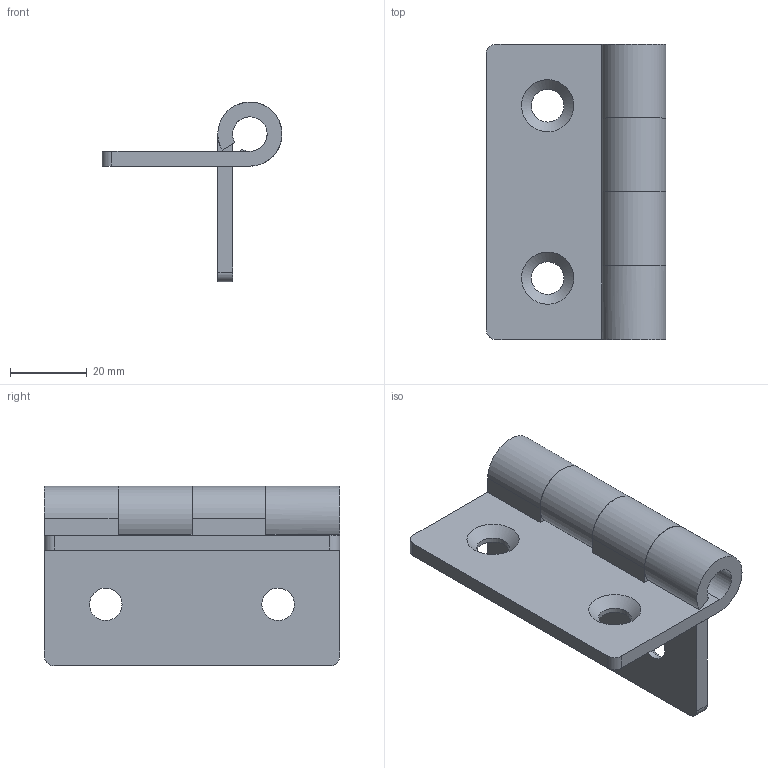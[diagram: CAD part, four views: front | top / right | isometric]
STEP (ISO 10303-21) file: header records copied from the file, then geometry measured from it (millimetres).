
FILE_DESCRIPTION(('FreeCAD Model'),'2;1');
FILE_NAME('Open CASCADE Shape Model','2025-05-08T01:34:45',('FreeCAD'),( 'FreeCAD'),'Open CASCADE STEP processor 7.6','FreeCAD','Unknown');
FILE_SCHEMA(('AUTOMOTIVE_DESIGN { 1 0 10303 214 1 1 1 1 }'));
Length unit declared in the file: millimetre
Products named in the file (1): Open CASCADE STEP translator 7.6 1
Bounding box: 46.78 x 76.91 x 46.78 mm (x, y, z)
Volume: 28964.9 mm3; surface area: 18462.1 mm2
Topology: 2 solids, 2 shells, 44 faces, 116 edges, 76 vertices
Faces by surface type: bspline 44
Entity records: 1494 total; most frequent: CARTESIAN_POINT 799, ORIENTED_EDGE 232, EDGE_CURVE 116, B_SPLINE_CURVE_WITH_KNOTS 80, VERTEX_POINT 76, FACE_BOUND 52, EDGE_LOOP 52, ADVANCED_FACE 44
